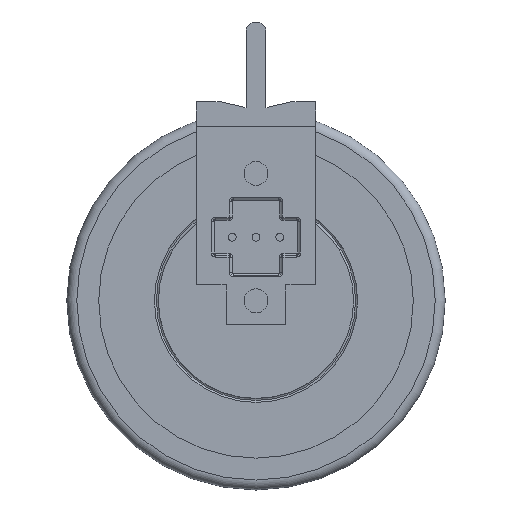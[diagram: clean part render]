
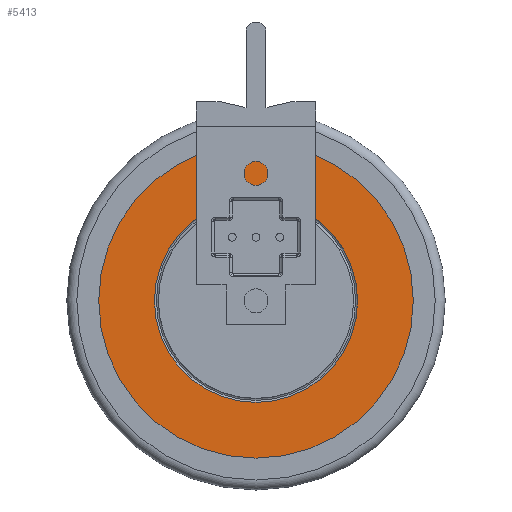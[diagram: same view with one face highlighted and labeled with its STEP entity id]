
A CAD part, front view. The second image highlights one B-rep face of the part: STEP entity #5413.
In plain terms, the highlighted planar face has unit normal (0, -1, 0).
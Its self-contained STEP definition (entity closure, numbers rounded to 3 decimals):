
#187 = CIRCLE ( 'NONE', #3041, 5.1 ) ;
#481 = DIRECTION ( 'NONE',  ( 0., 0., -1. ) ) ;
#482 = CARTESIAN_POINT ( 'NONE',  ( 0., -4.15, -8.7 ) ) ;
#567 = AXIS2_PLACEMENT_3D ( 'NONE', #6879, #2328, #481 ) ;
#1849 = DIRECTION ( 'NONE',  ( 0., -1., 0. ) ) ;
#2328 = DIRECTION ( 'NONE',  ( 0., -1., 0. ) ) ;
#2651 = DIRECTION ( 'NONE',  ( 1., 0., 0. ) ) ;
#2920 = DIRECTION ( 'NONE',  ( 0., 0., -1. ) ) ;
#3041 = AXIS2_PLACEMENT_3D ( 'NONE', #4314, #3482, #2651 ) ;
#3200 = CARTESIAN_POINT ( 'NONE',  ( 5.1, -4.15, 0. ) ) ;
#3482 = DIRECTION ( 'NONE',  ( 0., -1., 0. ) ) ;
#4314 = CARTESIAN_POINT ( 'NONE',  ( 0., -4.15, 0. ) ) ;
#5413 = ADVANCED_FACE ( 'NONE', ( #6400, #10023 ), #6812, .T. ) ;
#5775 = EDGE_CURVE ( 'NONE', #11346, #11346, #187, .T. ) ;
#5929 = VERTEX_POINT ( 'NONE', #482 ) ;
#6400 = FACE_BOUND ( 'NONE', #10136, .T. ) ;
#6579 = ORIENTED_EDGE ( 'NONE', *, *, #5775, .F. ) ;
#6602 = AXIS2_PLACEMENT_3D ( 'NONE', #10038, #1849, #2920 ) ;
#6812 = PLANE ( 'NONE',  #567 ) ;
#6879 = CARTESIAN_POINT ( 'NONE',  ( 0., -4.15, 0. ) ) ;
#7737 = EDGE_CURVE ( 'NONE', #5929, #5929, #10018, .T. ) ;
#8250 = ORIENTED_EDGE ( 'NONE', *, *, #7737, .T. ) ;
#10018 = CIRCLE ( 'NONE', #6602, 8.7 ) ;
#10023 = FACE_OUTER_BOUND ( 'NONE', #11446, .T. ) ;
#10038 = CARTESIAN_POINT ( 'NONE',  ( 0., -4.15, 0. ) ) ;
#10136 = EDGE_LOOP ( 'NONE', ( #6579 ) ) ;
#11346 = VERTEX_POINT ( 'NONE', #3200 ) ;
#11446 = EDGE_LOOP ( 'NONE', ( #8250 ) ) ;
